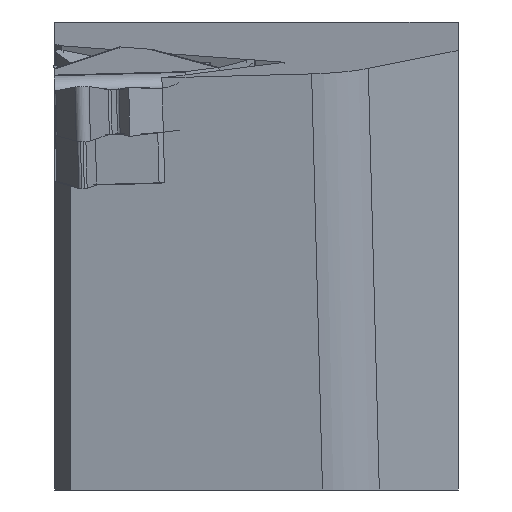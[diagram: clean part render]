
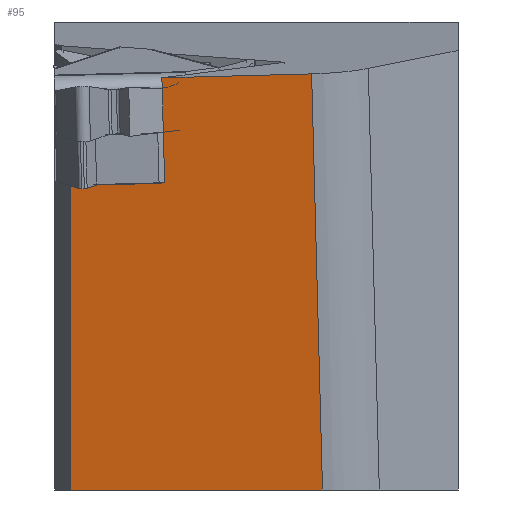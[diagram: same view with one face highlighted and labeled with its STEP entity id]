
A CAD part, left-side view. The second image highlights one B-rep face of the part: STEP entity #95.
In plain terms, the highlighted planar face has unit normal (-0.985, -0.004, -0.174).
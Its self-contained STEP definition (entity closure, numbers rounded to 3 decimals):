
#95=ADVANCED_FACE('',(#210),#163,.F.);
#163=PLANE('',#1369);
#210=FACE_OUTER_BOUND('',#278,.T.);
#278=EDGE_LOOP('',(#411,#412,#413,#414,#415,#416,#417));
#411=ORIENTED_EDGE('',*,*,#910,.T.);
#412=ORIENTED_EDGE('',*,*,#911,.T.);
#413=ORIENTED_EDGE('',*,*,#912,.F.);
#414=ORIENTED_EDGE('',*,*,#913,.F.);
#415=ORIENTED_EDGE('',*,*,#895,.F.);
#416=ORIENTED_EDGE('',*,*,#914,.T.);
#417=ORIENTED_EDGE('',*,*,#915,.T.);
#766=VERTEX_POINT('',#1886);
#767=VERTEX_POINT('',#1888);
#777=VERTEX_POINT('',#1916);
#778=VERTEX_POINT('',#1917);
#779=VERTEX_POINT('',#1919);
#780=VERTEX_POINT('',#1921);
#781=VERTEX_POINT('',#1924);
#895=EDGE_CURVE('',#766,#767,#1083,.T.);
#910=EDGE_CURVE('',#777,#778,#1096,.T.);
#911=EDGE_CURVE('',#778,#779,#1097,.T.);
#912=EDGE_CURVE('',#780,#779,#1098,.T.);
#913=EDGE_CURVE('',#767,#780,#1099,.T.);
#914=EDGE_CURVE('',#766,#781,#1100,.T.);
#915=EDGE_CURVE('',#781,#777,#1101,.T.);
#1083=LINE('',#1887,#1231);
#1096=LINE('',#1915,#1244);
#1097=LINE('',#1918,#1245);
#1098=LINE('',#1920,#1246);
#1099=LINE('',#1922,#1247);
#1100=LINE('',#1923,#1248);
#1101=LINE('',#1925,#1249);
#1231=VECTOR('',#1502,1.);
#1244=VECTOR('',#1525,1.);
#1245=VECTOR('',#1526,1.);
#1246=VECTOR('',#1527,1.);
#1247=VECTOR('',#1528,1.);
#1248=VECTOR('',#1529,1.);
#1249=VECTOR('',#1530,1.);
#1369=AXIS2_PLACEMENT_3D('',#1926,#1531,#1532);
#1502=DIRECTION('',(0.,-1.,0.026));
#1525=DIRECTION('',(0.,1.,-0.026));
#1526=DIRECTION('',(0.174,0.,-0.985));
#1527=DIRECTION('',(-0.005,1.,0.));
#1528=DIRECTION('',(0.174,-0.026,-0.984));
#1529=DIRECTION('',(0.174,-0.026,-0.984));
#1530=DIRECTION('',(0.174,-0.026,-0.984));
#1531=DIRECTION('',(0.985,0.005,0.174));
#1532=DIRECTION('',(0.174,0.,-0.985));
#1886=CARTESIAN_POINT('',(2.617,18.352,0.541));
#1887=CARTESIAN_POINT('',(2.617,25.656,0.349));
#1888=CARTESIAN_POINT('',(2.617,9.075,0.784));
#1915=CARTESIAN_POINT('',(3.763,172.384,-9.995));
#1916=CARTESIAN_POINT('',(3.763,18.182,-5.957));
#1917=CARTESIAN_POINT('',(3.763,24.,-6.109));
#1918=CARTESIAN_POINT('',(10.189,24.,-42.563));
#1919=CARTESIAN_POINT('',(7.093,24.,-25.));
#1920=CARTESIAN_POINT('',(6.412,171.514,-25.));
#1921=CARTESIAN_POINT('',(7.165,8.4,-25.));
#1922=CARTESIAN_POINT('',(9.529,8.049,-38.398));
#1923=CARTESIAN_POINT('',(2.027,18.44,3.888));
#1924=CARTESIAN_POINT('',(3.211,18.264,-2.826));
#1925=CARTESIAN_POINT('',(2.027,18.44,3.888));
#1926=CARTESIAN_POINT('',(9.529,171.528,-42.679));
